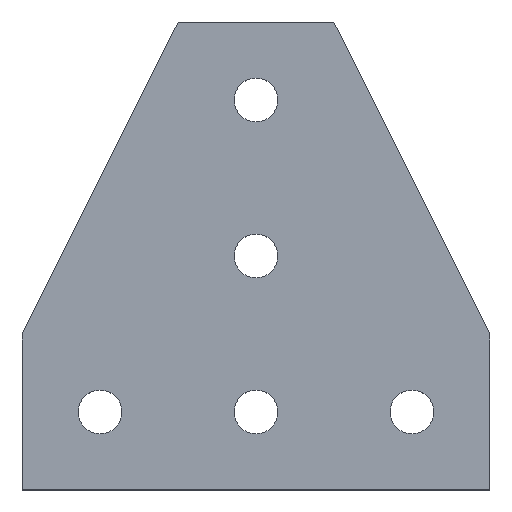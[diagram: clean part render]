
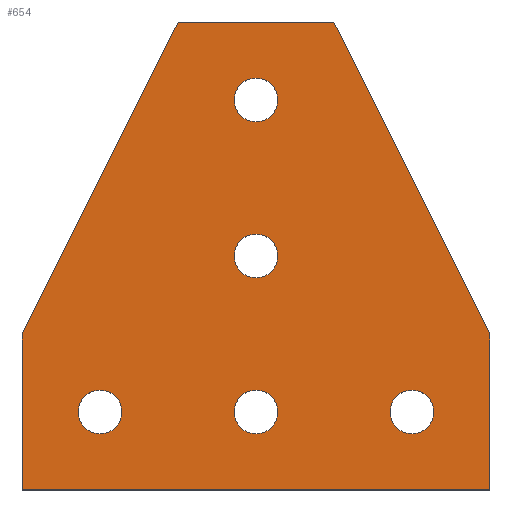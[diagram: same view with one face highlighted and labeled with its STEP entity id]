
A CAD part, top view. The second image highlights one B-rep face of the part: STEP entity #654.
In plain terms, the highlighted planar face has unit normal (0, 0, 1).
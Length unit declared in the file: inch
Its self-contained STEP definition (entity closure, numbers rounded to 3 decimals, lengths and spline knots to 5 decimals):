
#76=CARTESIAN_POINT('',(0.0,0.14063,0.188));
#77=VERTEX_POINT('',#76);
#86=CARTESIAN_POINT('',(0.,-0.14063,0.188));
#87=VERTEX_POINT('',#86);
#88=CARTESIAN_POINT('',(0.0,0.0,0.188));
#89=DIRECTION('',(0.0,0.0,-1.0));
#90=DIRECTION('',(0.0,1.0,0.0));
#91=AXIS2_PLACEMENT_3D('',#88,#89,#90);
#92=CIRCLE('',#91,0.14063);
#93=EDGE_CURVE('',#87,#77,#92,.T.);
#118=CARTESIAN_POINT('',(1.0,0.14063,0.188));
#119=VERTEX_POINT('',#118);
#128=CARTESIAN_POINT('',(1.0,-0.14063,0.188));
#129=VERTEX_POINT('',#128);
#130=CARTESIAN_POINT('',(1.0,0.,0.188));
#131=DIRECTION('',(0.0,0.0,-1.0));
#132=DIRECTION('',(0.0,1.0,0.0));
#133=AXIS2_PLACEMENT_3D('',#130,#131,#132);
#134=CIRCLE('',#133,0.14063);
#135=EDGE_CURVE('',#129,#119,#134,.T.);
#160=CARTESIAN_POINT('',(2.0,0.14063,0.188));
#161=VERTEX_POINT('',#160);
#170=CARTESIAN_POINT('',(2.0,-0.14063,0.188));
#171=VERTEX_POINT('',#170);
#172=CARTESIAN_POINT('',(2.0,0.,0.188));
#173=DIRECTION('',(0.0,0.0,-1.0));
#174=DIRECTION('',(0.0,1.0,0.0));
#175=AXIS2_PLACEMENT_3D('',#172,#173,#174);
#176=CIRCLE('',#175,0.14063);
#177=EDGE_CURVE('',#171,#161,#176,.T.);
#202=CARTESIAN_POINT('',(1.0,1.14063,0.188));
#203=VERTEX_POINT('',#202);
#212=CARTESIAN_POINT('',(1.0,0.85938,0.188));
#213=VERTEX_POINT('',#212);
#214=CARTESIAN_POINT('',(1.0,1.0,0.188));
#215=DIRECTION('',(0.0,0.0,-1.0));
#216=DIRECTION('',(0.0,1.0,0.0));
#217=AXIS2_PLACEMENT_3D('',#214,#215,#216);
#218=CIRCLE('',#217,0.14063);
#219=EDGE_CURVE('',#213,#203,#218,.T.);
#244=CARTESIAN_POINT('',(1.,2.14063,0.188));
#245=VERTEX_POINT('',#244);
#254=CARTESIAN_POINT('',(1.,1.85938,0.188));
#255=VERTEX_POINT('',#254);
#256=CARTESIAN_POINT('',(1.,2.0,0.188));
#257=DIRECTION('',(0.0,0.0,-1.0));
#258=DIRECTION('',(0.0,1.0,0.0));
#259=AXIS2_PLACEMENT_3D('',#256,#257,#258);
#260=CIRCLE('',#259,0.14063);
#261=EDGE_CURVE('',#255,#245,#260,.T.);
#295=CARTESIAN_POINT('',(1.,2.0,0.188));
#296=DIRECTION('',(0.0,0.0,-1.0));
#297=DIRECTION('',(0.0,1.0,0.0));
#298=AXIS2_PLACEMENT_3D('',#295,#296,#297);
#299=CIRCLE('',#298,0.14063);
#300=EDGE_CURVE('',#245,#255,#299,.T.);
#319=CARTESIAN_POINT('',(1.0,1.0,0.188));
#320=DIRECTION('',(0.0,0.0,-1.0));
#321=DIRECTION('',(0.0,1.0,0.0));
#322=AXIS2_PLACEMENT_3D('',#319,#320,#321);
#323=CIRCLE('',#322,0.14063);
#324=EDGE_CURVE('',#203,#213,#323,.T.);
#343=CARTESIAN_POINT('',(2.0,0.,0.188));
#344=DIRECTION('',(0.0,0.0,-1.0));
#345=DIRECTION('',(0.0,1.0,0.0));
#346=AXIS2_PLACEMENT_3D('',#343,#344,#345);
#347=CIRCLE('',#346,0.14063);
#348=EDGE_CURVE('',#161,#171,#347,.T.);
#367=CARTESIAN_POINT('',(1.0,0.,0.188));
#368=DIRECTION('',(0.0,0.0,-1.0));
#369=DIRECTION('',(0.0,1.0,0.0));
#370=AXIS2_PLACEMENT_3D('',#367,#368,#369);
#371=CIRCLE('',#370,0.14063);
#372=EDGE_CURVE('',#119,#129,#371,.T.);
#391=CARTESIAN_POINT('',(0.0,0.0,0.188));
#392=DIRECTION('',(0.0,0.0,-1.0));
#393=DIRECTION('',(0.0,1.0,0.0));
#394=AXIS2_PLACEMENT_3D('',#391,#392,#393);
#395=CIRCLE('',#394,0.14063);
#396=EDGE_CURVE('',#77,#87,#395,.T.);
#406=CARTESIAN_POINT('',(1.5,2.5,0.188));
#407=VERTEX_POINT('',#406);
#408=CARTESIAN_POINT('',(2.5,0.5,0.188));
#409=VERTEX_POINT('',#408);
#410=CARTESIAN_POINT('',(1.5,2.5,0.188));
#411=DIRECTION('',(0.447,-0.894,0.));
#412=VECTOR('',#411,2.23607);
#413=LINE('',#410,#412);
#414=EDGE_CURVE('',#407,#409,#413,.T.);
#446=CARTESIAN_POINT('',(2.5,-0.5,0.188));
#447=VERTEX_POINT('',#446);
#448=CARTESIAN_POINT('',(2.5,0.5,0.188));
#449=DIRECTION('',(0.0,-1.0,0.0));
#450=VECTOR('',#449,1.0);
#451=LINE('',#448,#450);
#452=EDGE_CURVE('',#409,#447,#451,.T.);
#477=CARTESIAN_POINT('',(-0.5,-0.5,0.188));
#478=VERTEX_POINT('',#477);
#479=CARTESIAN_POINT('',(2.5,-0.5,0.188));
#480=DIRECTION('',(-1.0,0.0,0.0));
#481=VECTOR('',#480,3.0);
#482=LINE('',#479,#481);
#483=EDGE_CURVE('',#447,#478,#482,.T.);
#508=CARTESIAN_POINT('',(-0.5,0.5,0.188));
#509=VERTEX_POINT('',#508);
#510=CARTESIAN_POINT('',(-0.5,-0.5,0.188));
#511=DIRECTION('',(0.0,1.0,0.0));
#512=VECTOR('',#511,1.0);
#513=LINE('',#510,#512);
#514=EDGE_CURVE('',#478,#509,#513,.T.);
#539=CARTESIAN_POINT('',(0.5,2.5,0.188));
#540=VERTEX_POINT('',#539);
#541=CARTESIAN_POINT('',(-0.5,0.5,0.188));
#542=DIRECTION('',(0.447,0.894,0.));
#543=VECTOR('',#542,2.23607);
#544=LINE('',#541,#543);
#545=EDGE_CURVE('',#509,#540,#544,.T.);
#570=CARTESIAN_POINT('',(0.5,2.5,0.188));
#571=DIRECTION('',(1.0,0.0,0.0));
#572=VECTOR('',#571,1.0);
#573=LINE('',#570,#572);
#574=EDGE_CURVE('',#540,#407,#573,.T.);
#621=CARTESIAN_POINT('',(1.5,2.5,0.188));
#622=DIRECTION('',(0.0,0.0,-1.0));
#623=DIRECTION('',(-1.0,0.0,0.0));
#624=AXIS2_PLACEMENT_3D('',#621,#622,#623);
#625=PLANE('',#624);
#626=ORIENTED_EDGE('',*,*,#414,.F.);
#627=ORIENTED_EDGE('',*,*,#574,.F.);
#628=ORIENTED_EDGE('',*,*,#545,.F.);
#629=ORIENTED_EDGE('',*,*,#514,.F.);
#630=ORIENTED_EDGE('',*,*,#483,.F.);
#631=ORIENTED_EDGE('',*,*,#452,.F.);
#632=EDGE_LOOP('',(#626,#627,#628,#629,#630,#631));
#633=FACE_OUTER_BOUND('',#632,.T.);
#634=ORIENTED_EDGE('',*,*,#300,.T.);
#635=ORIENTED_EDGE('',*,*,#261,.T.);
#636=EDGE_LOOP('',(#634,#635));
#637=FACE_BOUND('',#636,.T.);
#638=ORIENTED_EDGE('',*,*,#324,.T.);
#639=ORIENTED_EDGE('',*,*,#219,.T.);
#640=EDGE_LOOP('',(#638,#639));
#641=FACE_BOUND('',#640,.T.);
#642=ORIENTED_EDGE('',*,*,#348,.T.);
#643=ORIENTED_EDGE('',*,*,#177,.T.);
#644=EDGE_LOOP('',(#642,#643));
#645=FACE_BOUND('',#644,.T.);
#646=ORIENTED_EDGE('',*,*,#372,.T.);
#647=ORIENTED_EDGE('',*,*,#135,.T.);
#648=EDGE_LOOP('',(#646,#647));
#649=FACE_BOUND('',#648,.T.);
#650=ORIENTED_EDGE('',*,*,#396,.T.);
#651=ORIENTED_EDGE('',*,*,#93,.T.);
#652=EDGE_LOOP('',(#650,#651));
#653=FACE_BOUND('',#652,.T.);
#654=ADVANCED_FACE('',(#633,#637,#641,#645,#649,#653),#625,.F.);
